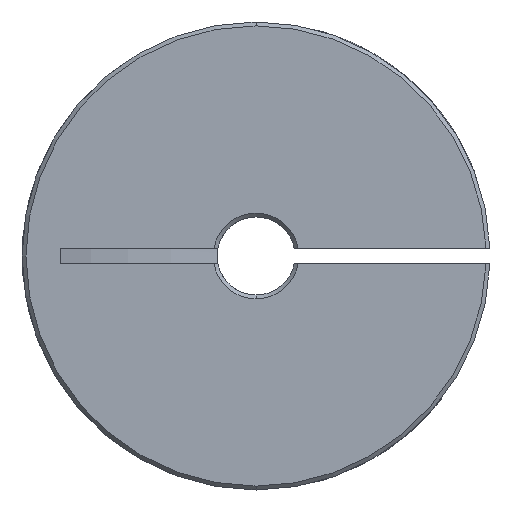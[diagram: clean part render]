
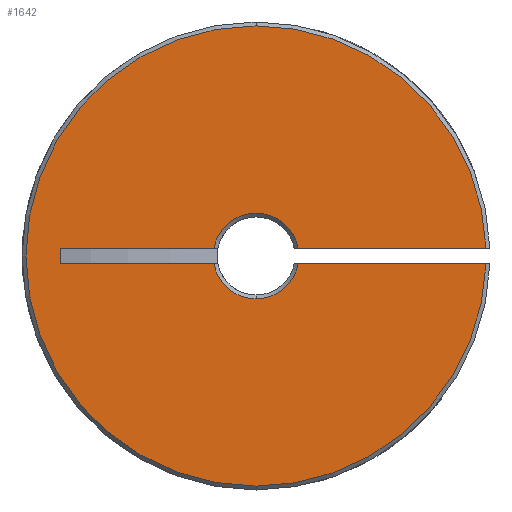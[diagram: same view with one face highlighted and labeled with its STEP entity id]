
A CAD part, front view. The second image highlights one B-rep face of the part: STEP entity #1642.
In plain terms, the highlighted planar face has unit normal (0, -1, 0).
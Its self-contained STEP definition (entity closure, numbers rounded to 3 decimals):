
#8 = CIRCLE ( 'NONE', #2747, 2.75 ) ;
#51 = CIRCLE ( 'NONE', #2402, 14.75 ) ;
#67 = VECTOR ( 'NONE', #1676, 1000. ) ;
#70 = EDGE_CURVE ( 'NONE', #2469, #2657, #1050, .T. ) ;
#76 = LINE ( 'NONE', #435, #67 ) ;
#220 = CARTESIAN_POINT ( 'NONE',  ( 2.704, 0., -0.5 ) ) ;
#231 = CARTESIAN_POINT ( 'NONE',  ( -12.533, 0., -0.5 ) ) ;
#265 = CARTESIAN_POINT ( 'NONE',  ( 0., 0., 14.75 ) ) ;
#287 = VECTOR ( 'NONE', #356, 1000. ) ;
#305 = LINE ( 'NONE', #2601, #287 ) ;
#356 = DIRECTION ( 'NONE',  ( 0., 0., 1. ) ) ;
#427 = CARTESIAN_POINT ( 'NONE',  ( 2.704, 0., 0.5 ) ) ;
#435 = CARTESIAN_POINT ( 'NONE',  ( 0., 0., 0.5 ) ) ;
#483 = DIRECTION ( 'NONE',  ( 0., 1., 0. ) ) ;
#499 = CARTESIAN_POINT ( 'NONE',  ( 0., 0., 0. ) ) ;
#637 = CIRCLE ( 'NONE', #1067, 14.75 ) ;
#676 = EDGE_CURVE ( 'NONE', #1916, #1883, #722, .T. ) ;
#696 = PLANE ( 'NONE',  #2591 ) ;
#698 = EDGE_CURVE ( 'NONE', #2622, #1685, #637, .T. ) ;
#722 = CIRCLE ( 'NONE', #919, 2.75 ) ;
#725 = CARTESIAN_POINT ( 'NONE',  ( 0., 0., 0. ) ) ;
#736 = DIRECTION ( 'NONE',  ( 0., 1., 0. ) ) ;
#737 = DIRECTION ( 'NONE',  ( 0., 0., 1. ) ) ;
#769 = CARTESIAN_POINT ( 'NONE',  ( 0., 0., -0.5 ) ) ;
#774 = CARTESIAN_POINT ( 'NONE',  ( -2.704, 0., 0.5 ) ) ;
#781 = CIRCLE ( 'NONE', #2629, 14.75 ) ;
#787 = DIRECTION ( 'NONE',  ( 1., 0., 0. ) ) ;
#837 = DIRECTION ( 'NONE',  ( 0., 0., 1. ) ) ;
#914 = CARTESIAN_POINT ( 'NONE',  ( -12.533, 0., 0.5 ) ) ;
#919 = AXIS2_PLACEMENT_3D ( 'NONE', #725, #736, #837 ) ;
#937 = DIRECTION ( 'NONE',  ( 0., 1., 0. ) ) ;
#1020 = VECTOR ( 'NONE', #787, 1000. ) ;
#1050 = LINE ( 'NONE', #2069, #1020 ) ;
#1067 = AXIS2_PLACEMENT_3D ( 'NONE', #1384, #1399, #1407 ) ;
#1095 = DIRECTION ( 'NONE',  ( 0., 1., 0. ) ) ;
#1140 = VERTEX_POINT ( 'NONE', #2794 ) ;
#1325 = EDGE_CURVE ( 'NONE', #2753, #1140, #51, .T. ) ;
#1358 = DIRECTION ( 'NONE',  ( 0., 0., 1. ) ) ;
#1361 = EDGE_CURVE ( 'NONE', #1883, #2657, #8, .T. ) ;
#1384 = CARTESIAN_POINT ( 'NONE',  ( 0., 0., 0. ) ) ;
#1386 = ORIENTED_EDGE ( 'NONE', *, *, #1325, .T. ) ;
#1392 = CARTESIAN_POINT ( 'NONE',  ( 0., 0., 0. ) ) ;
#1399 = DIRECTION ( 'NONE',  ( 0., -1., 0. ) ) ;
#1407 = DIRECTION ( 'NONE',  ( 0., 0., 1. ) ) ;
#1468 = CIRCLE ( 'NONE', #2894, 2.75 ) ;
#1512 = DIRECTION ( 'NONE',  ( 1., 0., 0. ) ) ;
#1526 = ORIENTED_EDGE ( 'NONE', *, *, #1824, .T. ) ;
#1560 = FACE_OUTER_BOUND ( 'NONE', #2194, .T. ) ;
#1585 = ORIENTED_EDGE ( 'NONE', *, *, #698, .T. ) ;
#1590 = ORIENTED_EDGE ( 'NONE', *, *, #2301, .T. ) ;
#1630 = CARTESIAN_POINT ( 'NONE',  ( 0., 0., -2.75 ) ) ;
#1642 = ADVANCED_FACE ( 'NONE', ( #1560 ), #696, .F. ) ;
#1675 = EDGE_CURVE ( 'NONE', #2731, #1912, #1468, .T. ) ;
#1676 = DIRECTION ( 'NONE',  ( 1., 0., 0. ) ) ;
#1685 = VERTEX_POINT ( 'NONE', #265 ) ;
#1803 = ORIENTED_EDGE ( 'NONE', *, *, #70, .F. ) ;
#1810 = ORIENTED_EDGE ( 'NONE', *, *, #2058, .T. ) ;
#1824 = EDGE_CURVE ( 'NONE', #1685, #2753, #781, .T. ) ;
#1825 = ORIENTED_EDGE ( 'NONE', *, *, #2767, .T. ) ;
#1856 = ORIENTED_EDGE ( 'NONE', *, *, #1361, .T. ) ;
#1883 = VERTEX_POINT ( 'NONE', #1630 ) ;
#1906 = CARTESIAN_POINT ( 'NONE',  ( 0., 0., 0. ) ) ;
#1912 = VERTEX_POINT ( 'NONE', #427 ) ;
#1916 = VERTEX_POINT ( 'NONE', #220 ) ;
#1935 = VERTEX_POINT ( 'NONE', #914 ) ;
#1937 = DIRECTION ( 'NONE',  ( 0., -1., 0. ) ) ;
#1954 = DIRECTION ( 'NONE',  ( 0., 0., 1. ) ) ;
#1962 = ORIENTED_EDGE ( 'NONE', *, *, #1675, .T. ) ;
#2004 = CARTESIAN_POINT ( 'NONE',  ( 0., 0., 0. ) ) ;
#2058 = EDGE_CURVE ( 'NONE', #2469, #1935, #305, .T. ) ;
#2069 = CARTESIAN_POINT ( 'NONE',  ( 0., 0., -0.5 ) ) ;
#2194 = EDGE_LOOP ( 'NONE', ( #2642, #2705, #1856, #1803, #1810, #1825, #1962, #1590, #1585, #1526, #1386 ) ) ;
#2250 = DIRECTION ( 'NONE',  ( 0., 0., 1. ) ) ;
#2264 = DIRECTION ( 'NONE',  ( 0., -1., 0. ) ) ;
#2301 = EDGE_CURVE ( 'NONE', #1912, #2622, #76, .T. ) ;
#2402 = AXIS2_PLACEMENT_3D ( 'NONE', #1906, #1937, #1954 ) ;
#2430 = CARTESIAN_POINT ( 'NONE',  ( 0., 0., -14.75 ) ) ;
#2462 = CARTESIAN_POINT ( 'NONE',  ( 0., 0., 0. ) ) ;
#2469 = VERTEX_POINT ( 'NONE', #231 ) ;
#2574 = VECTOR ( 'NONE', #2913, 1000. ) ;
#2591 = AXIS2_PLACEMENT_3D ( 'NONE', #2462, #937, #2723 ) ;
#2601 = CARTESIAN_POINT ( 'NONE',  ( -12.533, 0., -0.5 ) ) ;
#2614 = LINE ( 'NONE', #2681, #2574 ) ;
#2622 = VERTEX_POINT ( 'NONE', #2778 ) ;
#2629 = AXIS2_PLACEMENT_3D ( 'NONE', #499, #2264, #737 ) ;
#2642 = ORIENTED_EDGE ( 'NONE', *, *, #2665, .F. ) ;
#2657 = VERTEX_POINT ( 'NONE', #2793 ) ;
#2665 = EDGE_CURVE ( 'NONE', #1916, #1140, #2741, .T. ) ;
#2681 = CARTESIAN_POINT ( 'NONE',  ( 0., 0., 0.5 ) ) ;
#2705 = ORIENTED_EDGE ( 'NONE', *, *, #676, .T. ) ;
#2723 = DIRECTION ( 'NONE',  ( 0., 0., 1. ) ) ;
#2731 = VERTEX_POINT ( 'NONE', #774 ) ;
#2737 = VECTOR ( 'NONE', #1512, 1000. ) ;
#2741 = LINE ( 'NONE', #769, #2737 ) ;
#2747 = AXIS2_PLACEMENT_3D ( 'NONE', #1392, #1095, #1358 ) ;
#2753 = VERTEX_POINT ( 'NONE', #2430 ) ;
#2767 = EDGE_CURVE ( 'NONE', #1935, #2731, #2614, .T. ) ;
#2778 = CARTESIAN_POINT ( 'NONE',  ( 14.742, 0., 0.5 ) ) ;
#2793 = CARTESIAN_POINT ( 'NONE',  ( -2.704, 0., -0.5 ) ) ;
#2794 = CARTESIAN_POINT ( 'NONE',  ( 14.742, 0., -0.5 ) ) ;
#2894 = AXIS2_PLACEMENT_3D ( 'NONE', #2004, #483, #2250 ) ;
#2913 = DIRECTION ( 'NONE',  ( 1., 0., 0. ) ) ;
